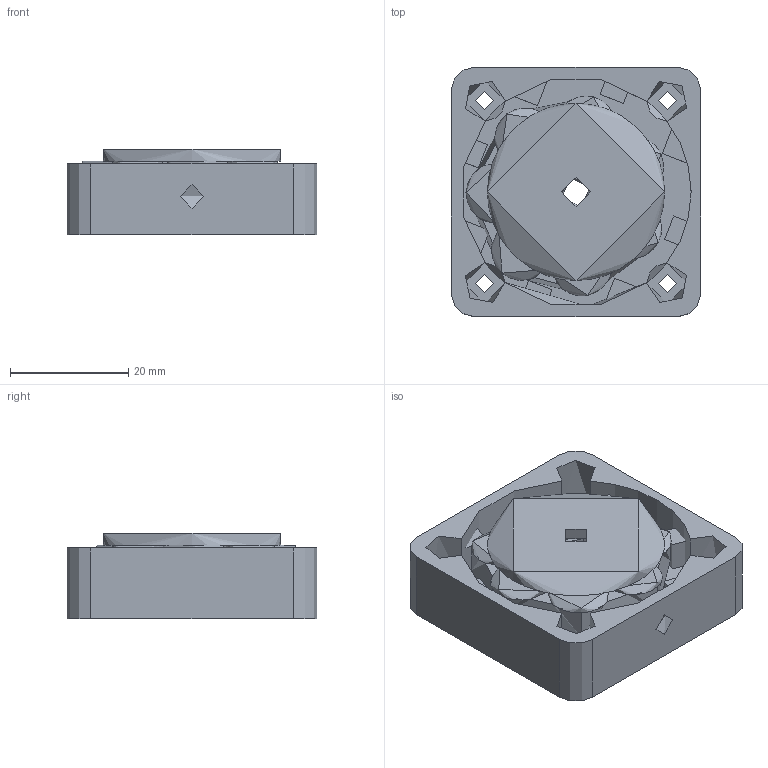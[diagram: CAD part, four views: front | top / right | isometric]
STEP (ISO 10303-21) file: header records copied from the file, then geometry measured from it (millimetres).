
FILE_DESCRIPTION(('FreeCAD Model'),'2;1');
FILE_NAME('Open CASCADE Shape Model','2022-01-06T13:06:24',('Author'),( ''),'Open CASCADE STEP processor 7.5','FreeCAD','Unknown');
FILE_SCHEMA(('AUTOMOTIVE_DESIGN { 1 0 10303 214 1 1 1 1 }'));
Length unit declared in the file: millimetre
Products named in the file (11): Parts; NemaBase; BaseBody; hypocycloidgearRollers; CycloidialDisk; hypocycloidgear3Dprinter; CycloidCenter; OutputShaft; Body004; Acenter; Acenter Body
Assembly tree (10 placements, depth 3):
  Parts
    NemaBase
      BaseBody
      hypocycloidgearRollers
    CycloidialDisk
      hypocycloidgear3Dprinter
    CycloidCenter
    OutputShaft
      Body004
    Acenter
      Acenter Body
Bounding box: 42.3 x 42.3 x 14.5 mm (x, y, z)
Volume: 15369.7 mm3; surface area: 13669.6 mm2
Topology: 12 solids, 12 shells, 156 faces, 306 edges, 188 vertices
Faces by surface type: plane 89, cylinder 54, extrusion 7, cone 4, bspline 2
Full cylindrical faces by diameter (mm): 2.8 x7, 3.2 x5, 4 x1, 5 x1, 5.2 x2, 6 x15, 7 x4, 10.25 x7, 13.8 x1, 14.3 x1, 22.3 x1, 30 x1
Entity records: 11054 total; most frequent: CARTESIAN_POINT 4425, DIRECTION 1268, ORIENTED_EDGE 610, PCURVE 610, DEFINITIONAL_REPRESENTATION 610, VECTOR 480, LINE 473, CIRCLE 325
